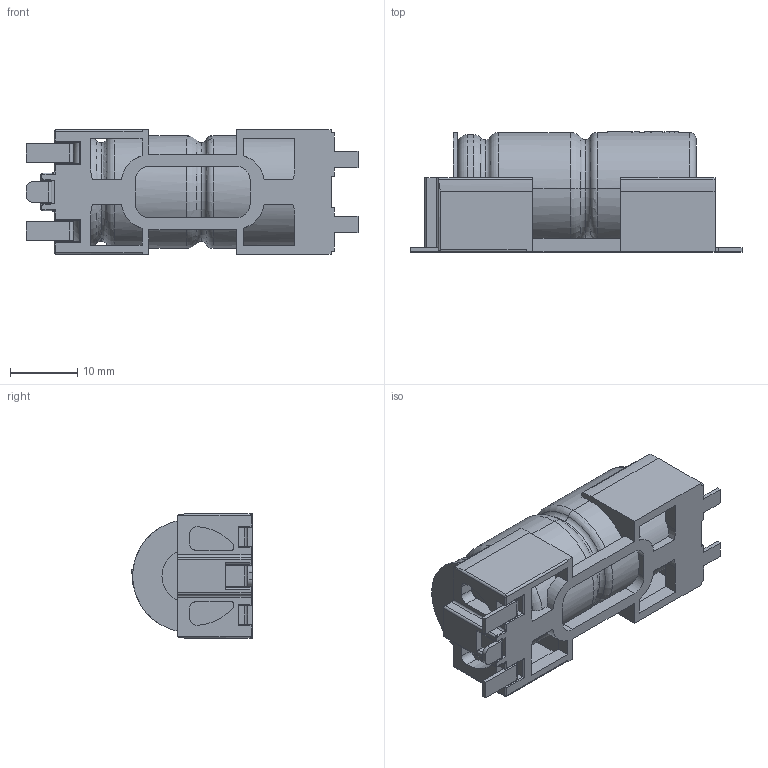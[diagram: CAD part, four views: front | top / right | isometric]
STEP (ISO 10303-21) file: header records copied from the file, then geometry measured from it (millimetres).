
FILE_DESCRIPTION (( 'STEP AP214' ), '1' );
FILE_NAME ('CAA_S_18X43_L44H17.7T4.5W18.5.STEP', '2024-10-23T22:25:20', ( '' ), ( '' ), 'SwSTEP 2.0', 'SolidWorks 2021', '' );
FILE_SCHEMA (( 'AUTOMOTIVE_DESIGN' ));
Length unit declared in the file: millimetre
Products named in the file (1): CAA_S_18X43_L44H17.7T4.5W18.5
Bounding box: 49.2 x 17.8 x 18.5 mm (x, y, z)
Volume: 9348.5 mm3; surface area: 6211.1 mm2
Topology: 4 solids, 4 shells, 307 faces, 893 edges, 572 vertices
Faces by surface type: plane 182, cylinder 95, torus 26, bspline 4
Entity records: 12863 total; most frequent: CARTESIAN_POINT 2352, ORIENTED_EDGE 1778, DIRECTION 1616, EDGE_CURVE 889, LINE 588, VECTOR 588, VERTEX_POINT 572, AXIS2_PLACEMENT_3D 514
